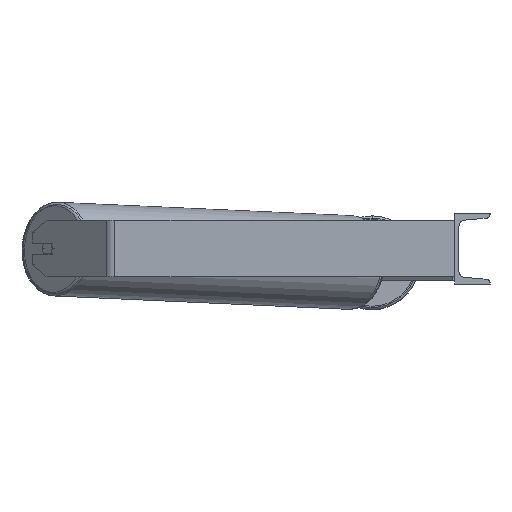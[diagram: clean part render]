
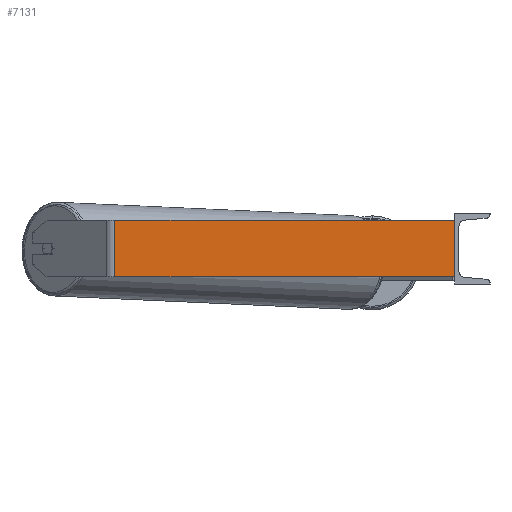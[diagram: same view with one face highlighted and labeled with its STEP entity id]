
A CAD part, left-side view. The second image highlights one B-rep face of the part: STEP entity #7131.
In plain terms, the highlighted planar face has unit normal (-1, 0, 0).
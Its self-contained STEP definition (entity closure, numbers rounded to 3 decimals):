
#239 = CARTESIAN_POINT ( 'NONE',  ( -885., 488.197, 40. ) ) ;
#728 = CARTESIAN_POINT ( 'NONE',  ( -885., 0., -40. ) ) ;
#739 = CARTESIAN_POINT ( 'NONE',  ( -885., 488.197, 40. ) ) ;
#803 = VECTOR ( 'NONE', #1533, 1000. ) ;
#921 = AXIS2_PLACEMENT_3D ( 'NONE', #739, #1262, #4067 ) ;
#1262 = DIRECTION ( 'NONE',  ( 1., 0., 0. ) ) ;
#1533 = DIRECTION ( 'NONE',  ( 0., 0., -1. ) ) ;
#1586 = VERTEX_POINT ( 'NONE', #4932 ) ;
#1742 = ORIENTED_EDGE ( 'NONE', *, *, #3556, .F. ) ;
#1971 = VECTOR ( 'NONE', #3764, 1000. ) ;
#2643 = LINE ( 'NONE', #6355, #803 ) ;
#2789 = FACE_OUTER_BOUND ( 'NONE', #4489, .T. ) ;
#2942 = CARTESIAN_POINT ( 'NONE',  ( -885., 0., 40. ) ) ;
#3125 = CARTESIAN_POINT ( 'NONE',  ( -885., 481.57, -40. ) ) ;
#3556 = EDGE_CURVE ( 'NONE', #8940, #7268, #5618, .T. ) ;
#3764 = DIRECTION ( 'NONE',  ( 0., -1., 0. ) ) ;
#4067 = DIRECTION ( 'NONE',  ( 0., 1., 0. ) ) ;
#4327 = EDGE_CURVE ( 'NONE', #1586, #5787, #2643, .T. ) ;
#4489 = EDGE_LOOP ( 'NONE', ( #7466, #1742, #6531, #7380 ) ) ;
#4700 = CARTESIAN_POINT ( 'NONE',  ( -885., 488.197, -40. ) ) ;
#4913 = PLANE ( 'NONE',  #921 ) ;
#4932 = CARTESIAN_POINT ( 'NONE',  ( -885., 481.57, 40. ) ) ;
#5490 = VECTOR ( 'NONE', #5966, 1000. ) ;
#5618 = LINE ( 'NONE', #2942, #6184 ) ;
#5787 = VERTEX_POINT ( 'NONE', #3125 ) ;
#5966 = DIRECTION ( 'NONE',  ( 0., -1., 0. ) ) ;
#6184 = VECTOR ( 'NONE', #8380, 1000. ) ;
#6355 = CARTESIAN_POINT ( 'NONE',  ( -885., 481.57, 40. ) ) ;
#6521 = EDGE_CURVE ( 'NONE', #1586, #8940, #8516, .T. ) ;
#6531 = ORIENTED_EDGE ( 'NONE', *, *, #6521, .F. ) ;
#6670 = LINE ( 'NONE', #4700, #5490 ) ;
#7131 = ADVANCED_FACE ( 'NONE', ( #2789 ), #4913, .F. ) ;
#7268 = VERTEX_POINT ( 'NONE', #728 ) ;
#7380 = ORIENTED_EDGE ( 'NONE', *, *, #4327, .T. ) ;
#7466 = ORIENTED_EDGE ( 'NONE', *, *, #8823, .T. ) ;
#7593 = CARTESIAN_POINT ( 'NONE',  ( -885., 0., 40. ) ) ;
#8380 = DIRECTION ( 'NONE',  ( 0., 0., -1. ) ) ;
#8516 = LINE ( 'NONE', #239, #1971 ) ;
#8823 = EDGE_CURVE ( 'NONE', #5787, #7268, #6670, .T. ) ;
#8940 = VERTEX_POINT ( 'NONE', #7593 ) ;
